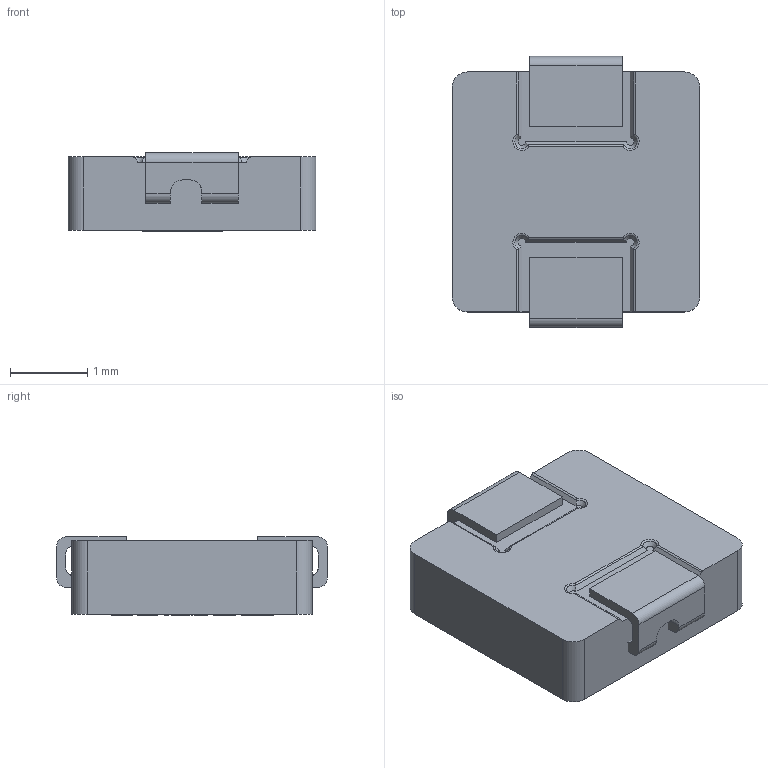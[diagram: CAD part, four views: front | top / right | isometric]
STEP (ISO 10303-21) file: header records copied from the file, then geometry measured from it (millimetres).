
FILE_DESCRIPTION(/* description */ (''),/* implementation_level */ '2;1');
FILE_NAME(/* name */ 'TMHC0312.stp',/* time_stamp */ '2019-08-23T16:53:38+08:00',/* author */ (''),/* organization */ (''),/* preprocessor_version */ 'ST-DEVELOPER v16.7',/* originating_system */ 'SIEMENS PLM Software NX 12.0',/* authorisation */ '');
FILE_SCHEMA (('AUTOMOTIVE_DESIGN { 1 0 10303 214 3 1 1 1 }'));
Length unit declared in the file: millimetre
Products named in the file (1): TMHC0312
Bounding box: 3.2 x 3.5 x 1.01 mm (x, y, z)
Volume: 10.6 mm3; surface area: 64.7 mm2
Topology: 17 solids, 17 shells, 288 faces, 694 edges, 440 vertices
Faces by surface type: plane 123, torus 60, cylinder 56, extrusion 45, cone 4
Full cylindrical faces by diameter (mm): 0.15 x6
Entity records: 8810 total; most frequent: CARTESIAN_POINT 2492, ORIENTED_EDGE 1264, DIRECTION 1129, EDGE_CURVE 632, VERTEX_POINT 440, AXIS2_PLACEMENT_3D 412, EDGE_LOOP 354, VECTOR 305
